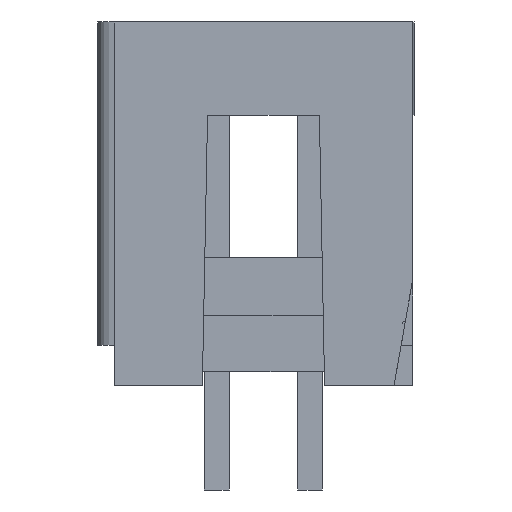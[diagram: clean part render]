
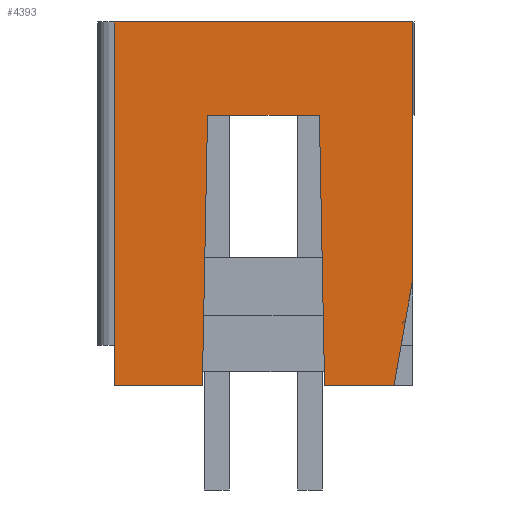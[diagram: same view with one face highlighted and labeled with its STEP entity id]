
A CAD part, left-side view. The second image highlights one B-rep face of the part: STEP entity #4393.
In plain terms, the highlighted planar face has unit normal (-1, 0, 0).
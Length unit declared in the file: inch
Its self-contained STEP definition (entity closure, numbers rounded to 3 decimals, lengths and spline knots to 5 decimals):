
#422=VERTEX_POINT('',#6158);
#423=VERTEX_POINT('',#6159);
#435=VERTEX_POINT('',#6186);
#436=VERTEX_POINT('',#6188);
#442=VERTEX_POINT('',#6202);
#443=VERTEX_POINT('',#6203);
#444=VERTEX_POINT('',#6205);
#445=VERTEX_POINT('',#6207);
#446=VERTEX_POINT('',#6211);
#915=VECTOR('',#5138,1.);
#930=VECTOR('',#5154,1.);
#937=VECTOR('',#5162,1.);
#938=VECTOR('',#5163,1.);
#939=VECTOR('',#5164,1.);
#940=VECTOR('',#5165,1.);
#941=VECTOR('',#5166,1.);
#942=VECTOR('',#5167,1.);
#943=VECTOR('',#5168,1.);
#1456=LINE('',#6157,#915);
#1471=LINE('',#6187,#930);
#1478=LINE('',#6201,#937);
#1479=LINE('',#6204,#938);
#1480=LINE('',#6206,#939);
#1481=LINE('',#6208,#940);
#1482=LINE('',#6209,#941);
#1483=LINE('',#6210,#942);
#1484=LINE('',#6212,#943);
#2002=EDGE_CURVE('',#422,#423,#1456,.T.);
#2017=EDGE_CURVE('',#436,#435,#1471,.T.);
#2024=EDGE_CURVE('',#442,#443,#1478,.T.);
#2025=EDGE_CURVE('',#444,#443,#1479,.T.);
#2026=EDGE_CURVE('',#444,#445,#1480,.T.);
#2027=EDGE_CURVE('',#445,#436,#1481,.T.);
#2028=EDGE_CURVE('',#435,#423,#1482,.T.);
#2029=EDGE_CURVE('',#422,#446,#1483,.T.);
#2030=EDGE_CURVE('',#442,#446,#1484,.T.);
#2860=ORIENTED_EDGE('',*,*,#2024,.T.);
#2861=ORIENTED_EDGE('',*,*,#2025,.F.);
#2862=ORIENTED_EDGE('',*,*,#2026,.T.);
#2863=ORIENTED_EDGE('',*,*,#2027,.T.);
#2864=ORIENTED_EDGE('',*,*,#2017,.T.);
#2865=ORIENTED_EDGE('',*,*,#2028,.T.);
#2866=ORIENTED_EDGE('',*,*,#2002,.F.);
#2867=ORIENTED_EDGE('',*,*,#2029,.T.);
#2868=ORIENTED_EDGE('',*,*,#2030,.F.);
#3869=EDGE_LOOP('',(#2860,#2861,#2862,#2863,#2864,#2865,#2866,#2867,#2868));
#4137=FACE_BOUND('',#3869,.T.);
#4393=ADVANCED_FACE('',(#4137),#8000,.T.);
#4648=AXIS2_PLACEMENT_3D('',#6200,#5161,$);
#5138=DIRECTION('',(0.,0.019,1.));
#5154=DIRECTION('',(0.,-0.019,1.));
#5161=DIRECTION('',(-1.,0.,0.));
#5162=DIRECTION('',(0.,0.,1.));
#5163=DIRECTION('',(0.,-1.,0.));
#5164=DIRECTION('',(0.,0.,-1.));
#5165=DIRECTION('',(0.,-1.,0.));
#5166=DIRECTION('',(0.,-1.,0.));
#5167=DIRECTION('',(0.,-1.,0.));
#5168=DIRECTION('',(0.,0.174,-0.985));
#6157=CARTESIAN_POINT('',(1.46,-0.94533,0.20075));
#6158=CARTESIAN_POINT('',(1.46,-0.94957,-0.02));
#6159=CARTESIAN_POINT('',(1.46,-0.944,0.27));
#6186=CARTESIAN_POINT('',(1.46,-0.824,0.27));
#6187=CARTESIAN_POINT('',(1.46,-0.824,0.27));
#6188=CARTESIAN_POINT('',(1.46,-0.81843,-0.02));
#6200=CARTESIAN_POINT('',(1.46,-0.724,0.1965));
#6201=CARTESIAN_POINT('',(1.46,-1.044,0.1965));
#6202=CARTESIAN_POINT('',(1.46,-1.044,0.09343));
#6203=CARTESIAN_POINT('',(1.46,-1.044,0.37));
#6204=CARTESIAN_POINT('',(1.46,-0.724,0.37));
#6205=CARTESIAN_POINT('',(1.46,-0.724,0.37));
#6206=CARTESIAN_POINT('',(1.46,-0.724,0.1965));
#6207=CARTESIAN_POINT('',(1.46,-0.724,-0.02));
#6208=CARTESIAN_POINT('',(1.46,-0.724,-0.02));
#6209=CARTESIAN_POINT('',(1.46,-0.824,0.27));
#6210=CARTESIAN_POINT('',(1.46,-0.724,-0.02));
#6211=CARTESIAN_POINT('',(1.46,-1.024,-0.02));
#6212=CARTESIAN_POINT('',(1.46,-1.05198,0.13867));
#8000=PLANE('',#4648);
